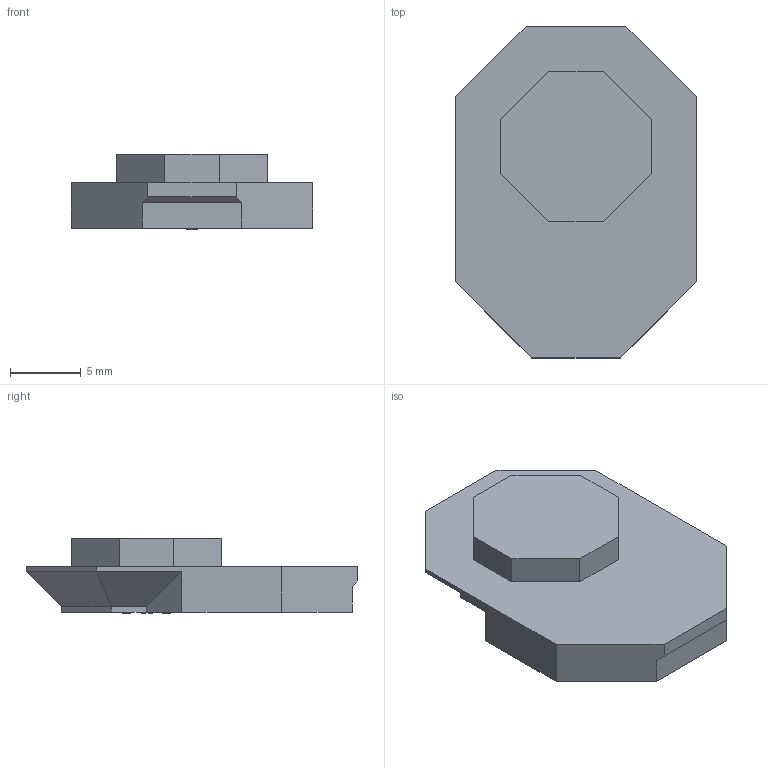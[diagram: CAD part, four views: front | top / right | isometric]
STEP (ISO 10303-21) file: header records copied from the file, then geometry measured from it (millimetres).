
FILE_DESCRIPTION(/* description */ (''),/* implementation_level */ '2;1');
FILE_NAME(/* name */ 'Component Bin Modifiers.step',/* time_stamp */ '2024-08-27T18:41:39-04:00',/* author */ (''),/* organization */ (''),/* preprocessor_version */ 'ST-DEVELOPER v20',/* originating_system */ 'Autodesk Translation Framework v13.14.0.145',/* authorisation */ '');
FILE_SCHEMA (('AUTOMOTIVE_DESIGN { 1 0 10303 214 3 1 1 }'));
Length unit declared in the file: millimetre
Products named in the file (1): MultiPoint Single
Bounding box: 17 x 23.4 x 5.3 mm (x, y, z)
Volume: 1158.5 mm3; surface area: 925.9 mm2
Topology: 1 solids, 1 shells, 49 faces, 118 edges, 75 vertices
Faces by surface type: plane 47, cone 2
Entity records: 1424 total; most frequent: CARTESIAN_POINT 251, ORIENTED_EDGE 236, DIRECTION 218, EDGE_CURVE 118, LINE 110, VECTOR 110, VERTEX_POINT 75, AXIS2_PLACEMENT_3D 54
